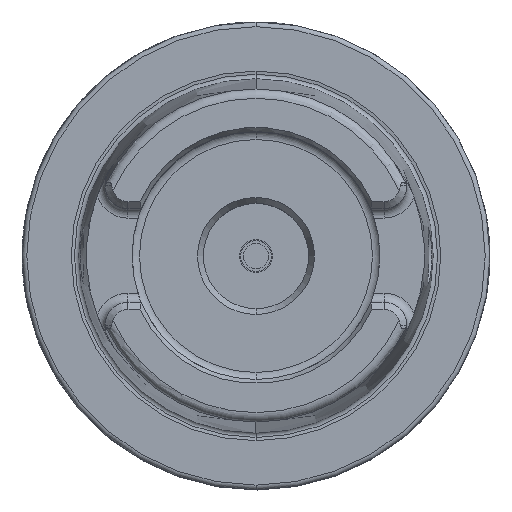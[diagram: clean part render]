
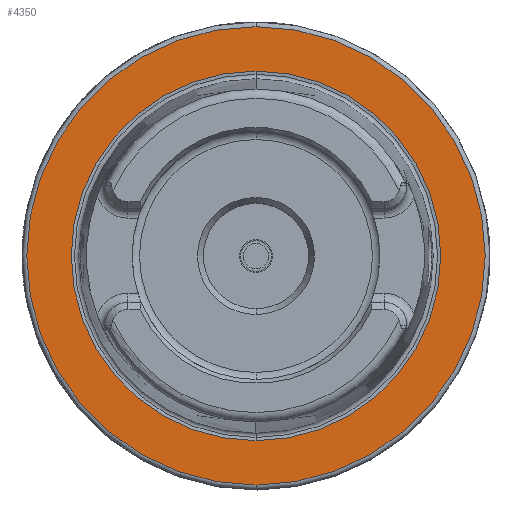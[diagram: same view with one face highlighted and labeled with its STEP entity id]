
A CAD part, top view. The second image highlights one B-rep face of the part: STEP entity #4350.
In plain terms, the highlighted planar face has unit normal (0, 0, 1).
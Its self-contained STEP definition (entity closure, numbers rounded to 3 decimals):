
#1244=CARTESIAN_POINT('',(0,0,29));
#1245=DIRECTION('',(0,0,-1));
#1246=DIRECTION('',(0,1,0));
#1247=AXIS2_PLACEMENT_3D('',#1244,#1245,#1246);
#1257=CARTESIAN_POINT('',(0,0,29));
#1258=DIRECTION('',(0,0,1));
#1259=DIRECTION('',(0,1,0));
#1260=AXIS2_PLACEMENT_3D('',#1257,#1258,#1259);
#1262=CARTESIAN_POINT('',(0,0,29));
#1263=DIRECTION('',(0,0,1));
#1264=DIRECTION('',(0,1,0));
#1265=AXIS2_PLACEMENT_3D('',#1262,#1263,#1264);
#1267=CARTESIAN_POINT('',(0,0,29));
#1268=DIRECTION('',(0,0,1));
#1269=DIRECTION('',(0,-1,0));
#1270=AXIS2_PLACEMENT_3D('',#1267,#1268,#1269);
#2753=CARTESIAN_POINT('',(0,39.499,29));
#2755=VERTEX_POINT('',#2753);
#2789=CARTESIAN_POINT('',(0,-39.499,29));
#2791=VERTEX_POINT('',#2789);
#2801=CARTESIAN_POINT('',(0,49,29));
#2802=CARTESIAN_POINT('',(0.,-49,29));
#2803=VERTEX_POINT('',#2801);
#2804=VERTEX_POINT('',#2802);
#4335=CARTESIAN_POINT('',(0,0,29));
#4336=DIRECTION('',(0,0,-1));
#4337=DIRECTION('',(0,-1,0));
#4338=AXIS2_PLACEMENT_3D('',#4335,#4336,#4337);
#4339=PLANE('',#4338);
#4341=ORIENTED_EDGE('',*,*,#4340,.F.);
#4343=ORIENTED_EDGE('',*,*,#4342,.F.);
#4344=EDGE_LOOP('',(#4341,#4343));
#4345=FACE_OUTER_BOUND('',#4344,.F.);
#4346=ORIENTED_EDGE('',*,*,#4330,.T.);
#4347=ORIENTED_EDGE('',*,*,#4314,.F.);
#4348=EDGE_LOOP('',(#4346,#4347));
#4349=FACE_BOUND('',#4348,.F.);
#4350=ADVANCED_FACE('',(#4345,#4349),#4339,.F.);
#1248=CIRCLE('',#1247,39.499);
#1261=CIRCLE('',#1260,39.499);
#1266=CIRCLE('',#1265,49);
#1271=CIRCLE('',#1270,49);
#4314=EDGE_CURVE('',#2755,#2791,#1248,.T.);
#4330=EDGE_CURVE('',#2755,#2791,#1261,.T.);
#4340=EDGE_CURVE('',#2803,#2804,#1266,.T.);
#4342=EDGE_CURVE('',#2804,#2803,#1271,.T.);
